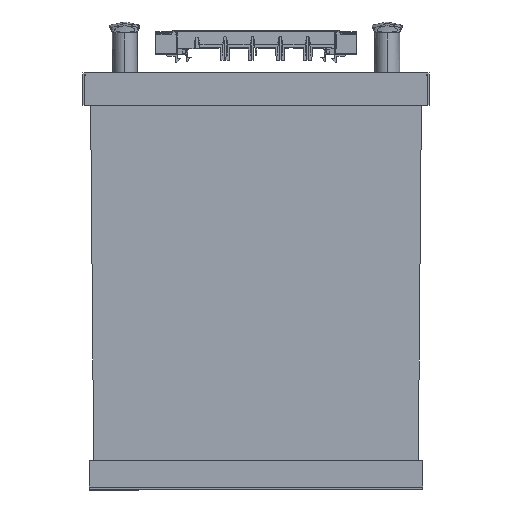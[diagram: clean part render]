
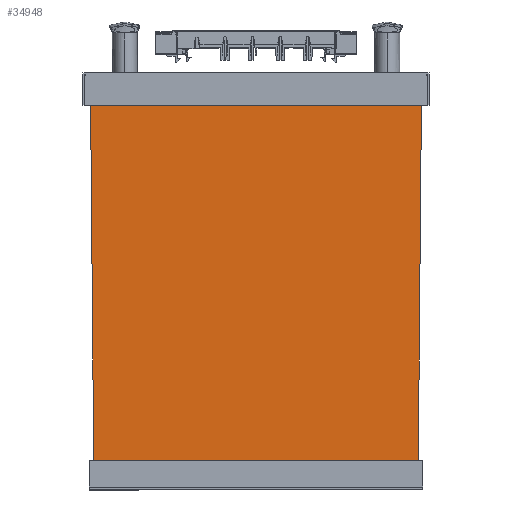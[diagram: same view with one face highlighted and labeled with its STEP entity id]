
A CAD part, front view. The second image highlights one B-rep face of the part: STEP entity #34948.
In plain terms, the highlighted planar face has unit normal (0, -1, -0.009).
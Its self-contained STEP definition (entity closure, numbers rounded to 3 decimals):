
#1862=FACE_OUTER_BOUND('',#3309,.T.);
#3309=EDGE_LOOP('',(#24802,#24803,#24804,#24805));
#4852=LINE('',#47479,#9556);
#4853=LINE('',#47481,#9557);
#4854=LINE('',#47483,#9558);
#4855=LINE('',#47484,#9559);
#9556=VECTOR('',#38663,10.);
#9557=VECTOR('',#38664,10.);
#9558=VECTOR('',#38665,10.);
#9559=VECTOR('',#38666,10.);
#14248=VERTEX_POINT('',#47477);
#14249=VERTEX_POINT('',#47478);
#14250=VERTEX_POINT('',#47480);
#14251=VERTEX_POINT('',#47482);
#18682=EDGE_CURVE('',#14248,#14249,#4852,.T.);
#18683=EDGE_CURVE('',#14250,#14249,#4853,.T.);
#18684=EDGE_CURVE('',#14251,#14250,#4854,.T.);
#18685=EDGE_CURVE('',#14251,#14248,#4855,.F.);
#24802=ORIENTED_EDGE('',*,*,#18682,.T.);
#24803=ORIENTED_EDGE('',*,*,#18683,.F.);
#24804=ORIENTED_EDGE('',*,*,#18684,.F.);
#24805=ORIENTED_EDGE('',*,*,#18685,.T.);
#33916=PLANE('',#36495);
#34948=ADVANCED_FACE('',(#1862),#33916,.T.);
#36495=AXIS2_PLACEMENT_3D('',#47476,#38661,#38662);
#38661=DIRECTION('center_axis',(0.,-1.,
-0.009));
#38662=DIRECTION('ref_axis',(0.,0.009,-1.));
#38663=DIRECTION('',(0.009,-0.009,1.));
#38664=DIRECTION('',(1.,0.,0.));
#38665=DIRECTION('',(-0.009,-0.009,1.));
#38666=DIRECTION('',(-1.,0.,0.));
#47476=CARTESIAN_POINT('Origin',(116.372,-102.475,-76.402));
#47477=CARTESIAN_POINT('',(114.26,-102.475,-76.411));
#47478=CARTESIAN_POINT('',(116.372,-104.587,165.589));
#47479=CARTESIAN_POINT('',(114.253,-102.468,-77.212));
#47480=CARTESIAN_POINT('',(-105.628,-104.587,165.589));
#47481=CARTESIAN_POINT('',(60.812,-104.587,165.589));
#47482=CARTESIAN_POINT('',(-103.516,-102.475,-76.411));
#47483=CARTESIAN_POINT('',(-103.508,-102.467,-77.352));
#47484=CARTESIAN_POINT('',(60.872,-102.475,-76.411));
